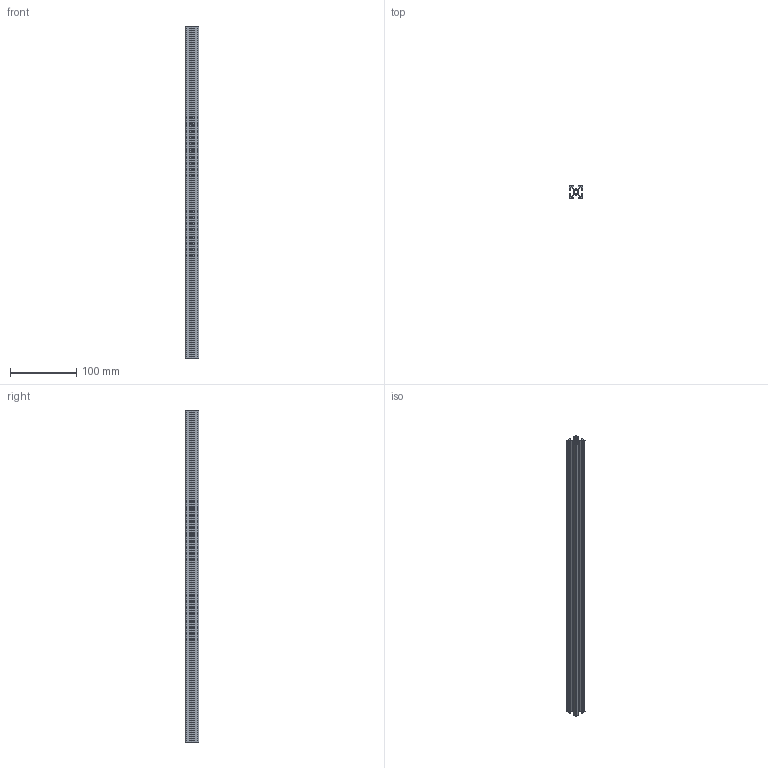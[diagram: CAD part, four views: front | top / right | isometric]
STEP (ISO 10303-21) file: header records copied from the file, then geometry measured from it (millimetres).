
FILE_DESCRIPTION (( 'STEP AP203' ), '1' );
FILE_NAME ('020020_SÝGMA.STEP', '2015-04-28T08:31:29', ( 'Kadir' ), ( '' ), 'SwSTEP 2.0', 'SolidWorks 2015', '' );
FILE_SCHEMA (( 'CONFIG_CONTROL_DESIGN' ));
Length unit declared in the file: millimetre
Products named in the file (1): 020020_SÝGMA
Bounding box: 20 x 20 x 500 mm (x, y, z)
Volume: 70974.4 mm3; surface area: 94785.8 mm2
Topology: 1 solids, 1 shells, 109 faces, 321 edges, 214 vertices
Faces by surface type: plane 66, cylinder 43
Entity records: 3722 total; most frequent: CARTESIAN_POINT 645, ORIENTED_EDGE 642, DIRECTION 627, EDGE_CURVE 321, VECTOR 235, LINE 235, VERTEX_POINT 214, AXIS2_PLACEMENT_3D 196
